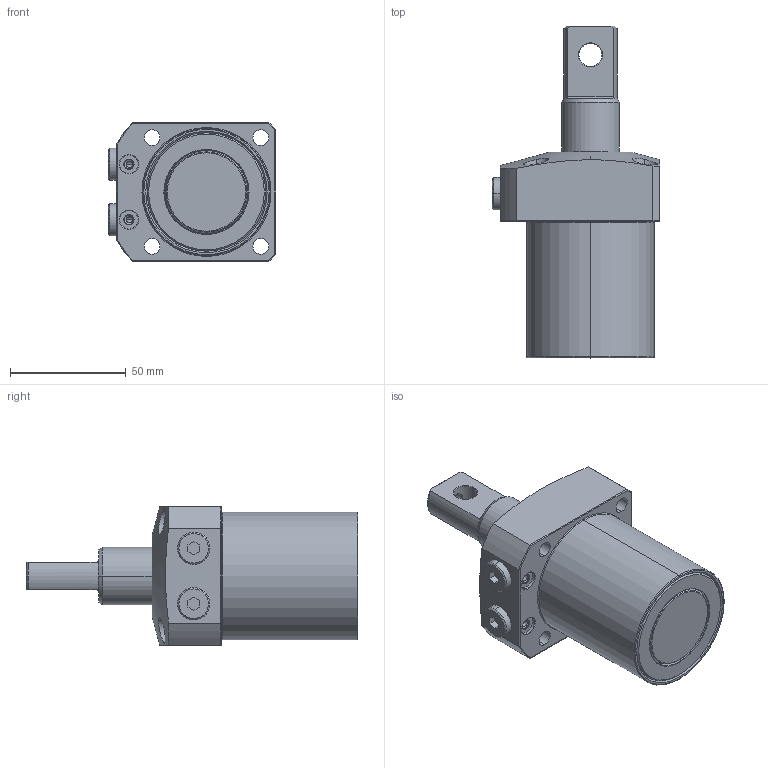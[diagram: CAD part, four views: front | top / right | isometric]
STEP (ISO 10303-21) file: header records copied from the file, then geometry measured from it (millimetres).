
FILE_DESCRIPTION (( 'STEP AP203' ), '1' );
FILE_NAME ('LHA0550-C-P.STEP', '2018-12-15T06:09:18', ( '微软用户' ), ( '微软中国' ), 'SwSTEP 2.0', 'SolidWorks 2012', '' );
FILE_SCHEMA (( 'CONFIG_CONTROL_DESIGN' ));
Length unit declared in the file: millimetre
Products named in the file (5): LHA0550-槭暌溛(蹬怮椔); LHA0550-咂衝椳紕溽_rev1; LHA0550-楓羔_蹬怮椔); Gȼ__8; LHA0550-C-P
Assembly tree (5 placements, depth 2):
  LHA0550-C-P
    LHA0550-槭暌溛(蹬怮椔)
    LHA0550-咂衝椳紕溽_rev1
    LHA0550-楓羔_蹬怮椔)
    Gȼ__8  x2
Bounding box: 72.5 x 143.5 x 60 mm (x, y, z)
Volume: 266226.2 mm3; surface area: 37494.5 mm2
Topology: 5 solids, 5 shells, 175 faces, 405 edges, 253 vertices
Faces by surface type: cylinder 67, plane 51, cone 43, torus 14
Entity records: 5829 total; most frequent: CARTESIAN_POINT 1522, DIRECTION 836, ORIENTED_EDGE 754, EDGE_CURVE 377, AXIS2_PLACEMENT_3D 347, VERTEX_POINT 235, EDGE_LOOP 190, CIRCLE 177
